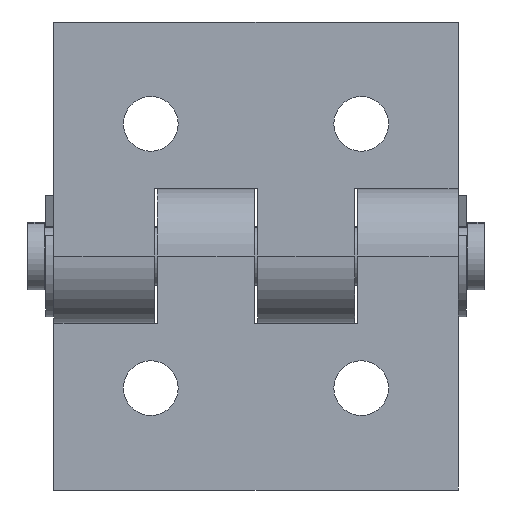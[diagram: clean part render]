
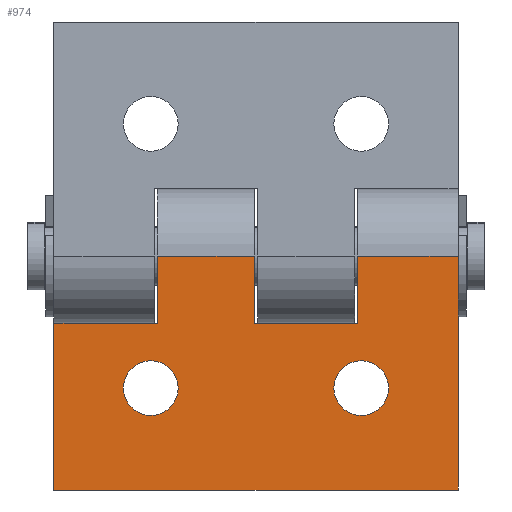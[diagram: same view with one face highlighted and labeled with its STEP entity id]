
A CAD part, front view. The second image highlights one B-rep face of the part: STEP entity #974.
In plain terms, the highlighted face is planar.
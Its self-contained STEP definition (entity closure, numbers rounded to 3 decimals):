
#2 = DIRECTION ( 'NONE',  ( 0., -1., 0. ) ) ;
#13 = EDGE_CURVE ( 'NONE', #425, #791, #558, .T. ) ;
#14 = DIRECTION ( 'NONE',  ( 0., 0., -1. ) ) ;
#80 = EDGE_CURVE ( 'NONE', #1085, #1127, #1540, .T. ) ;
#88 = LINE ( 'NONE', #254, #1688 ) ;
#94 = CARTESIAN_POINT ( 'NONE',  ( -15.695, -12.1, -3.1 ) ) ;
#104 = CARTESIAN_POINT ( 'NONE',  ( 0., 0., -3.1 ) ) ;
#106 = VECTOR ( 'NONE', #790, 1000. ) ;
#117 = ORIENTED_EDGE ( 'NONE', *, *, #121, .F. ) ;
#121 = EDGE_CURVE ( 'NONE', #1362, #791, #704, .T. ) ;
#137 = VECTOR ( 'NONE', #1087, 1000. ) ;
#144 = CARTESIAN_POINT ( 'NONE',  ( -7.695, 0.2, -3.1 ) ) ;
#173 = CARTESIAN_POINT ( 'NONE',  ( 0., -12.5, -3.1 ) ) ;
#190 = LINE ( 'NONE', #872, #471 ) ;
#193 = ORIENTED_EDGE ( 'NONE', *, *, #934, .T. ) ;
#194 = VECTOR ( 'NONE', #2, 1000. ) ;
#204 = CARTESIAN_POINT ( 'NONE',  ( 12.1, -24., -3.1 ) ) ;
#206 = ORIENTED_EDGE ( 'NONE', *, *, #1355, .F. ) ;
#225 = LINE ( 'NONE', #1076, #911 ) ;
#244 = LINE ( 'NONE', #1547, #259 ) ;
#254 = CARTESIAN_POINT ( 'NONE',  ( -27.695, 11.7, -3.1 ) ) ;
#255 = CARTESIAN_POINT ( 'NONE',  ( -27.695, -12.1, -3.1 ) ) ;
#259 = VECTOR ( 'NONE', #1803, 1000. ) ;
#287 = CIRCLE ( 'NONE', #317, 3.25 ) ;
#317 = AXIS2_PLACEMENT_3D ( 'NONE', #1821, #1510, #1357 ) ;
#327 = CARTESIAN_POINT ( 'NONE',  ( -7.695, -12.1, -3.1 ) ) ;
#340 = VERTEX_POINT ( 'NONE', #1511 ) ;
#358 = DIRECTION ( 'NONE',  ( 0., 0., -1. ) ) ;
#379 = VECTOR ( 'NONE', #1661, 1000. ) ;
#391 = LINE ( 'NONE', #1637, #137 ) ;
#417 = ORIENTED_EDGE ( 'NONE', *, *, #13, .T. ) ;
#425 = VERTEX_POINT ( 'NONE', #94 ) ;
#426 = EDGE_CURVE ( 'NONE', #1606, #1198, #1237, .T. ) ;
#430 = DIRECTION ( 'NONE',  ( 1., 0., 0. ) ) ;
#432 = VERTEX_POINT ( 'NONE', #1069 ) ;
#433 = EDGE_CURVE ( 'NONE', #432, #1362, #391, .T. ) ;
#439 = CIRCLE ( 'NONE', #677, 3.25 ) ;
#471 = VECTOR ( 'NONE', #1465, 1000. ) ;
#474 = CARTESIAN_POINT ( 'NONE',  ( -7.695, 11.7, -3.1 ) ) ;
#479 = ORIENTED_EDGE ( 'NONE', *, *, #560, .F. ) ;
#498 = CIRCLE ( 'NONE', #1783, 3.25 ) ;
#522 = DIRECTION ( 'NONE',  ( 0., -1., 0. ) ) ;
#558 = LINE ( 'NONE', #255, #1240 ) ;
#560 = EDGE_CURVE ( 'NONE', #942, #637, #498, .T. ) ;
#637 = VERTEX_POINT ( 'NONE', #1789 ) ;
#642 = EDGE_LOOP ( 'NONE', ( #1387, #1025, #206, #845, #1649, #417, #117, #730, #848, #193 ) ) ;
#677 = AXIS2_PLACEMENT_3D ( 'NONE', #721, #14, #729 ) ;
#680 = CARTESIAN_POINT ( 'NONE',  ( 12.1, 24., -3.1 ) ) ;
#690 = DIRECTION ( 'NONE',  ( 1., 0., 0. ) ) ;
#700 = VERTEX_POINT ( 'NONE', #204 ) ;
#704 = LINE ( 'NONE', #144, #194 ) ;
#706 = EDGE_CURVE ( 'NONE', #875, #1606, #190, .T. ) ;
#721 = CARTESIAN_POINT ( 'NONE',  ( 0., -12.5, -3.1 ) ) ;
#729 = DIRECTION ( 'NONE',  ( 1., 0., 0. ) ) ;
#730 = ORIENTED_EDGE ( 'NONE', *, *, #433, .F. ) ;
#731 = AXIS2_PLACEMENT_3D ( 'NONE', #1433, #1850, #1548 ) ;
#764 = VECTOR ( 'NONE', #1236, 1000. ) ;
#790 = DIRECTION ( 'NONE',  ( 0., -1., 0. ) ) ;
#791 = VERTEX_POINT ( 'NONE', #327 ) ;
#809 = FACE_BOUND ( 'NONE', #1037, .T. ) ;
#814 = LINE ( 'NONE', #970, #764 ) ;
#827 = DIRECTION ( 'NONE',  ( 1., 0., 0. ) ) ;
#843 = EDGE_CURVE ( 'NONE', #340, #700, #244, .T. ) ;
#845 = ORIENTED_EDGE ( 'NONE', *, *, #843, .F. ) ;
#848 = ORIENTED_EDGE ( 'NONE', *, *, #1274, .F. ) ;
#872 = CARTESIAN_POINT ( 'NONE',  ( -7.9, 24., -3.1 ) ) ;
#875 = VERTEX_POINT ( 'NONE', #680 ) ;
#911 = VECTOR ( 'NONE', #522, 1000. ) ;
#918 = CARTESIAN_POINT ( 'NONE',  ( -7.695, 24., -3.1 ) ) ;
#934 = EDGE_CURVE ( 'NONE', #1144, #1198, #88, .T. ) ;
#942 = VERTEX_POINT ( 'NONE', #1398 ) ;
#956 = CARTESIAN_POINT ( 'NONE',  ( -7.695, 0.2, -3.1 ) ) ;
#970 = CARTESIAN_POINT ( 'NONE',  ( -15.695, 24., -3.1 ) ) ;
#974 = ADVANCED_FACE ( 'NONE', ( #809, #1830, #1238 ), #1391, .F. ) ;
#1025 = ORIENTED_EDGE ( 'NONE', *, *, #706, .F. ) ;
#1037 = EDGE_LOOP ( 'NONE', ( #479, #1233 ) ) ;
#1069 = CARTESIAN_POINT ( 'NONE',  ( -15.695, 0.2, -3.1 ) ) ;
#1076 = CARTESIAN_POINT ( 'NONE',  ( -15.695, 24., -3.1 ) ) ;
#1085 = VERTEX_POINT ( 'NONE', #1432 ) ;
#1087 = DIRECTION ( 'NONE',  ( 1., 0., 0. ) ) ;
#1097 = CARTESIAN_POINT ( 'NONE',  ( 12.1, 24., -3.1 ) ) ;
#1127 = VERTEX_POINT ( 'NONE', #1327 ) ;
#1144 = VERTEX_POINT ( 'NONE', #1350 ) ;
#1198 = VERTEX_POINT ( 'NONE', #474 ) ;
#1208 = CARTESIAN_POINT ( 'NONE',  ( -7.695, 24., -3.1 ) ) ;
#1233 = ORIENTED_EDGE ( 'NONE', *, *, #1371, .F. ) ;
#1234 = EDGE_CURVE ( 'NONE', #425, #340, #814, .T. ) ;
#1236 = DIRECTION ( 'NONE',  ( 0., -1., 0. ) ) ;
#1237 = LINE ( 'NONE', #918, #106 ) ;
#1238 = FACE_OUTER_BOUND ( 'NONE', #642, .T. ) ;
#1240 = VECTOR ( 'NONE', #827, 1000. ) ;
#1274 = EDGE_CURVE ( 'NONE', #1144, #432, #225, .T. ) ;
#1289 = EDGE_CURVE ( 'NONE', #1127, #1085, #287, .T. ) ;
#1327 = CARTESIAN_POINT ( 'NONE',  ( 3.25, 12.5, -3.1 ) ) ;
#1350 = CARTESIAN_POINT ( 'NONE',  ( -15.695, 11.7, -3.1 ) ) ;
#1355 = EDGE_CURVE ( 'NONE', #700, #875, #1653, .T. ) ;
#1357 = DIRECTION ( 'NONE',  ( 1., 0., 0. ) ) ;
#1362 = VERTEX_POINT ( 'NONE', #956 ) ;
#1371 = EDGE_CURVE ( 'NONE', #637, #942, #439, .T. ) ;
#1387 = ORIENTED_EDGE ( 'NONE', *, *, #426, .F. ) ;
#1391 = PLANE ( 'NONE',  #1691 ) ;
#1398 = CARTESIAN_POINT ( 'NONE',  ( 3.25, -12.5, -3.1 ) ) ;
#1432 = CARTESIAN_POINT ( 'NONE',  ( -3.25, 12.5, -3.1 ) ) ;
#1433 = CARTESIAN_POINT ( 'NONE',  ( 0., 12.5, -3.1 ) ) ;
#1465 = DIRECTION ( 'NONE',  ( -1., 0., 0. ) ) ;
#1499 = ORIENTED_EDGE ( 'NONE', *, *, #80, .T. ) ;
#1510 = DIRECTION ( 'NONE',  ( 0., 0., 1. ) ) ;
#1511 = CARTESIAN_POINT ( 'NONE',  ( -15.695, -24., -3.1 ) ) ;
#1540 = CIRCLE ( 'NONE', #731, 3.25 ) ;
#1547 = CARTESIAN_POINT ( 'NONE',  ( -7.9, -24., -3.1 ) ) ;
#1548 = DIRECTION ( 'NONE',  ( 1., 0., 0. ) ) ;
#1581 = EDGE_LOOP ( 'NONE', ( #1715, #1499 ) ) ;
#1606 = VERTEX_POINT ( 'NONE', #1208 ) ;
#1637 = CARTESIAN_POINT ( 'NONE',  ( -27.695, 0.2, -3.1 ) ) ;
#1649 = ORIENTED_EDGE ( 'NONE', *, *, #1234, .F. ) ;
#1653 = LINE ( 'NONE', #1097, #379 ) ;
#1661 = DIRECTION ( 'NONE',  ( 0., 1., 0. ) ) ;
#1688 = VECTOR ( 'NONE', #690, 1000. ) ;
#1691 = AXIS2_PLACEMENT_3D ( 'NONE', #104, #1721, #430 ) ;
#1715 = ORIENTED_EDGE ( 'NONE', *, *, #1289, .T. ) ;
#1721 = DIRECTION ( 'NONE',  ( 0., 0., 1. ) ) ;
#1775 = DIRECTION ( 'NONE',  ( 1., 0., 0. ) ) ;
#1783 = AXIS2_PLACEMENT_3D ( 'NONE', #173, #358, #1775 ) ;
#1789 = CARTESIAN_POINT ( 'NONE',  ( -3.25, -12.5, -3.1 ) ) ;
#1803 = DIRECTION ( 'NONE',  ( 1., 0., 0. ) ) ;
#1821 = CARTESIAN_POINT ( 'NONE',  ( 0., 12.5, -3.1 ) ) ;
#1830 = FACE_BOUND ( 'NONE', #1581, .T. ) ;
#1850 = DIRECTION ( 'NONE',  ( 0., 0., 1. ) ) ;
